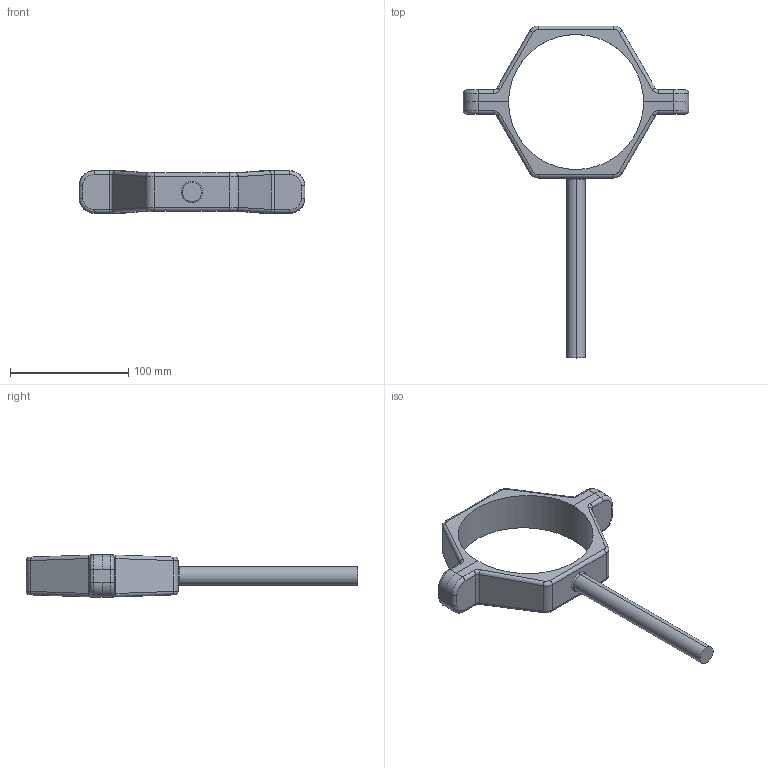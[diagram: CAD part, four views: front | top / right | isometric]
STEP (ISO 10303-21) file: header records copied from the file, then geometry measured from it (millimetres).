
FILE_DESCRIPTION (( 'STEP AP214' ), '1' );
FILE_NAME ('PHH6R4.0P304SAN.STEP', '2023-06-03T18:08:46', ( '' ), ( '' ), 'SwSTEP 2.0', 'SolidWorks 2018', '' );
FILE_SCHEMA (( 'AUTOMOTIVE_DESIGN' ));
Length unit declared in the file: inch
Products named in the file (1): PHH6R4.0P304SAN
Bounding box: 191.01 x 281.13 x 36.25 mm (x, y, z)
Volume: 194417.3 mm3; surface area: 45866.1 mm2
Topology: 1 solids, 1 shells, 87 faces, 200 edges, 114 vertices
Faces by surface type: cylinder 44, bspline 24, plane 17, torus 2
Entity records: 3450 total; most frequent: CARTESIAN_POINT 1662, ORIENTED_EDGE 400, DIRECTION 328, EDGE_CURVE 200, AXIS2_PLACEMENT_3D 120, VERTEX_POINT 114, LINE 88, EDGE_LOOP 88
